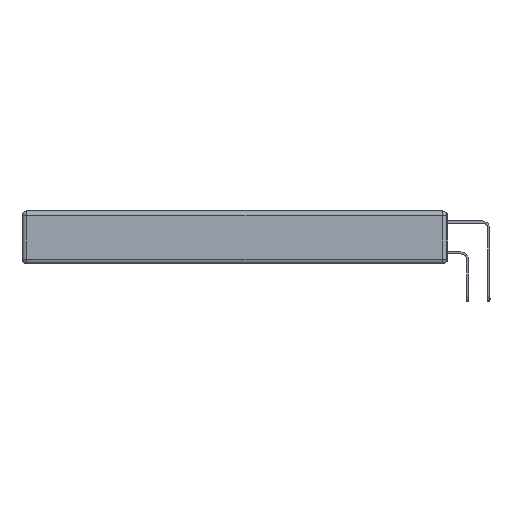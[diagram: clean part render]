
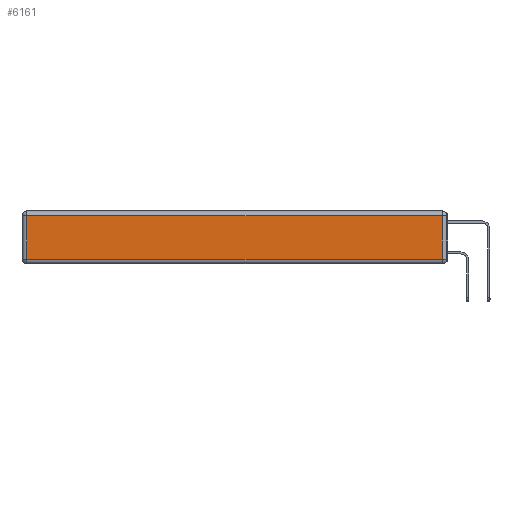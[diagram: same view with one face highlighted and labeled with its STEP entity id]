
A CAD part, left-side view. The second image highlights one B-rep face of the part: STEP entity #6161.
In plain terms, the highlighted planar face has unit normal (-1, 0, 0).
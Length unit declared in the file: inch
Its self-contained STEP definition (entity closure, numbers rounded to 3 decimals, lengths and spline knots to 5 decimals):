
#1133 = CARTESIAN_POINT ( 'NONE',  ( 0., 2.72, -0.313 ) ) ;
#1797 = EDGE_CURVE ( 'NONE', #10376, #4177, #12622, .T. ) ;
#1868 = CARTESIAN_POINT ( 'NONE',  ( 0., 0., -0.343 ) ) ;
#3407 = EDGE_CURVE ( 'NONE', #8391, #16752, #20253, .T. ) ;
#3472 = DIRECTION ( 'NONE',  ( 0., 0., -1. ) ) ;
#3746 = CARTESIAN_POINT ( 'NONE',  ( 0., 0.03, -0.343 ) ) ;
#3836 = PLANE ( 'NONE',  #8432 ) ;
#4177 = VERTEX_POINT ( 'NONE', #10399 ) ;
#4346 = DIRECTION ( 'NONE',  ( 0., 0., 1. ) ) ;
#5176 = DIRECTION ( 'NONE',  ( 0., 1., 0. ) ) ;
#5344 = CARTESIAN_POINT ( 'NONE',  ( 0., 2.75, -0.03 ) ) ;
#5806 = DIRECTION ( 'NONE',  ( -1., 0., 0. ) ) ;
#6161 = ADVANCED_FACE ( 'NONE', ( #21796 ), #3836, .T. ) ;
#6233 = VECTOR ( 'NONE', #18343, 39.37008 ) ;
#7114 = VECTOR ( 'NONE', #4346, 39.37008 ) ;
#7824 = EDGE_LOOP ( 'NONE', ( #12436, #14043, #25092, #20873 ) ) ;
#7881 = LINE ( 'NONE', #5344, #15857 ) ;
#8391 = VERTEX_POINT ( 'NONE', #16086 ) ;
#8396 = LINE ( 'NONE', #14652, #6233 ) ;
#8432 = AXIS2_PLACEMENT_3D ( 'NONE', #1868, #5806, #9754 ) ;
#9754 = DIRECTION ( 'NONE',  ( 0., 0., 1. ) ) ;
#9774 = EDGE_CURVE ( 'NONE', #16752, #10376, #8396, .T. ) ;
#10376 = VERTEX_POINT ( 'NONE', #12349 ) ;
#10399 = CARTESIAN_POINT ( 'NONE',  ( 0., 0.03, -0.03 ) ) ;
#12349 = CARTESIAN_POINT ( 'NONE',  ( 0., 0.03, -0.313 ) ) ;
#12436 = ORIENTED_EDGE ( 'NONE', *, *, #9774, .T. ) ;
#12622 = LINE ( 'NONE', #3746, #7114 ) ;
#14043 = ORIENTED_EDGE ( 'NONE', *, *, #1797, .T. ) ;
#14652 = CARTESIAN_POINT ( 'NONE',  ( 0., 0., -0.313 ) ) ;
#15475 = CARTESIAN_POINT ( 'NONE',  ( 0., 2.72, -0.343 ) ) ;
#15857 = VECTOR ( 'NONE', #5176, 39.37008 ) ;
#16086 = CARTESIAN_POINT ( 'NONE',  ( 0., 2.72, -0.03 ) ) ;
#16752 = VERTEX_POINT ( 'NONE', #1133 ) ;
#18343 = DIRECTION ( 'NONE',  ( 0., -1., 0. ) ) ;
#19711 = EDGE_CURVE ( 'NONE', #4177, #8391, #7881, .T. ) ;
#20253 = LINE ( 'NONE', #15475, #21194 ) ;
#20873 = ORIENTED_EDGE ( 'NONE', *, *, #3407, .T. ) ;
#21194 = VECTOR ( 'NONE', #3472, 39.37008 ) ;
#21796 = FACE_OUTER_BOUND ( 'NONE', #7824, .T. ) ;
#25092 = ORIENTED_EDGE ( 'NONE', *, *, #19711, .T. ) ;
